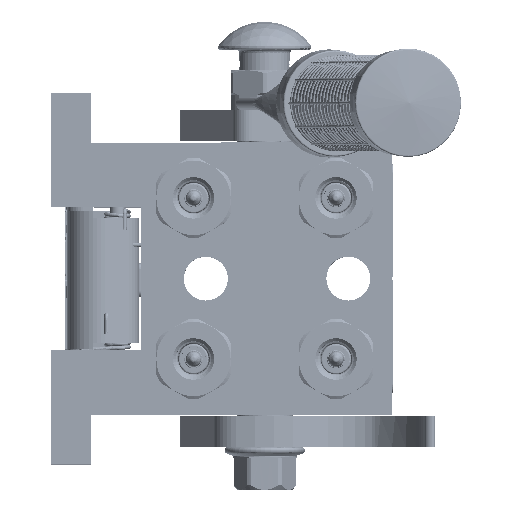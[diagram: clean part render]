
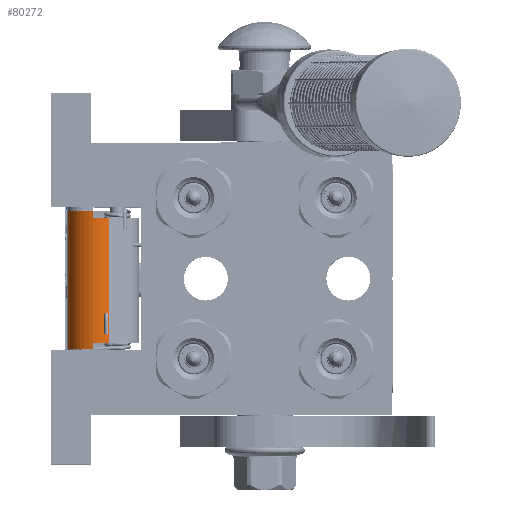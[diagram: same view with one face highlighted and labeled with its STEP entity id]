
A CAD part, top view. The second image highlights one B-rep face of the part: STEP entity #80272.
In plain terms, the highlighted cylindrical face has radius 9.5 mm (diameter 19 mm), a partial arc.
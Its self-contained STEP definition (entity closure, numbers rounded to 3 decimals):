
#1100 = ORIENTED_EDGE ( 'NONE', *, *, #156272, .T. ) ;
#3131 = AXIS2_PLACEMENT_3D ( 'NONE', #138010, #3259, #78247 ) ;
#3259 = DIRECTION ( 'NONE',  ( -1., 0., 0. ) ) ;
#11150 = AXIS2_PLACEMENT_3D ( 'NONE', #17507, #139658, #124406 ) ;
#12407 = AXIS2_PLACEMENT_3D ( 'NONE', #69767, #116199, #85037 ) ;
#17507 = CARTESIAN_POINT ( 'NONE',  ( -22.25, -1.5, -47.5 ) ) ;
#23734 = CARTESIAN_POINT ( 'NONE',  ( 20.25, 0., -56.881 ) ) ;
#25323 = DIRECTION ( 'NONE',  ( 1., 0., 0. ) ) ;
#26468 = VECTOR ( 'NONE', #176741, 1000. ) ;
#27913 = CIRCLE ( 'NONE', #11150, 9.5 ) ;
#28887 = EDGE_LOOP ( 'NONE', ( #148481, #60133, #155920, #1100, #158612, #55176, #54791, #89792 ) ) ;
#37780 = VERTEX_POINT ( 'NONE', #42209 ) ;
#39350 = VERTEX_POINT ( 'NONE', #123942 ) ;
#42209 = CARTESIAN_POINT ( 'NONE',  ( -20.25, 0., -56.881 ) ) ;
#47691 = VERTEX_POINT ( 'NONE', #165984 ) ;
#53445 = CARTESIAN_POINT ( 'NONE',  ( -22.25, 0., -56.881 ) ) ;
#54791 = ORIENTED_EDGE ( 'NONE', *, *, #166834, .F. ) ;
#55176 = ORIENTED_EDGE ( 'NONE', *, *, #176980, .F. ) ;
#56582 = AXIS2_PLACEMENT_3D ( 'NONE', #131026, #158328, #173614 ) ;
#57308 = LINE ( 'NONE', #70356, #188018 ) ;
#59700 = CARTESIAN_POINT ( 'NONE',  ( -22.25, 0., -56.881 ) ) ;
#60133 = ORIENTED_EDGE ( 'NONE', *, *, #84468, .T. ) ;
#61370 = CARTESIAN_POINT ( 'NONE',  ( 20.25, -5.154, -56.269 ) ) ;
#69767 = CARTESIAN_POINT ( 'NONE',  ( -20.25, -1.5, -47.5 ) ) ;
#70356 = CARTESIAN_POINT ( 'NONE',  ( -20.25, -5.154, -56.269 ) ) ;
#72516 = DIRECTION ( 'NONE',  ( 0., -0.385, -0.923 ) ) ;
#73895 = LINE ( 'NONE', #59700, #111966 ) ;
#75618 = DIRECTION ( 'NONE',  ( 1., 0., 0. ) ) ;
#76044 = EDGE_CURVE ( 'NONE', #192403, #37780, #73895, .T. ) ;
#77628 = VERTEX_POINT ( 'NONE', #61370 ) ;
#78247 = DIRECTION ( 'NONE',  ( 0., -1., 0. ) ) ;
#80272 = ADVANCED_FACE ( 'NONE', ( #185228 ), #180437, .T. ) ;
#84468 = EDGE_CURVE ( 'NONE', #190330, #37780, #124419, .T. ) ;
#85037 = DIRECTION ( 'NONE',  ( 0., -0.385, -0.923 ) ) ;
#88430 = LINE ( 'NONE', #115662, #124019 ) ;
#89792 = ORIENTED_EDGE ( 'NONE', *, *, #118713, .F. ) ;
#97583 = EDGE_CURVE ( 'NONE', #102861, #39350, #107307, .T. ) ;
#102861 = VERTEX_POINT ( 'NONE', #176608 ) ;
#103038 = CARTESIAN_POINT ( 'NONE',  ( 20.25, -1.5, -47.5 ) ) ;
#107307 = LINE ( 'NONE', #193326, #26468 ) ;
#108634 = CARTESIAN_POINT ( 'NONE',  ( -20.25, -5.154, -56.269 ) ) ;
#111966 = VECTOR ( 'NONE', #75618, 1000. ) ;
#115662 = CARTESIAN_POINT ( 'NONE',  ( 20.25, 0., -56.881 ) ) ;
#116199 = DIRECTION ( 'NONE',  ( 1., 0., 0. ) ) ;
#117443 = DIRECTION ( 'NONE',  ( 1., 0., 0. ) ) ;
#118713 = EDGE_CURVE ( 'NONE', #77628, #171292, #169748, .T. ) ;
#123942 = CARTESIAN_POINT ( 'NONE',  ( 22.25, 8., -47.5 ) ) ;
#124019 = VECTOR ( 'NONE', #25323, 1000. ) ;
#124406 = DIRECTION ( 'NONE',  ( 0., 0.158, -0.987 ) ) ;
#124419 = CIRCLE ( 'NONE', #12407, 9.5 ) ;
#131026 = CARTESIAN_POINT ( 'NONE',  ( 22.25, -1.5, -47.5 ) ) ;
#138010 = CARTESIAN_POINT ( 'NONE',  ( -22.25, -1.5, -47.5 ) ) ;
#139658 = DIRECTION ( 'NONE',  ( 1., 0., 0. ) ) ;
#140460 = CIRCLE ( 'NONE', #56582, 9.5 ) ;
#143315 = AXIS2_PLACEMENT_3D ( 'NONE', #103038, #191427, #72516 ) ;
#148481 = ORIENTED_EDGE ( 'NONE', *, *, #155392, .F. ) ;
#155392 = EDGE_CURVE ( 'NONE', #190330, #77628, #57308, .T. ) ;
#155920 = ORIENTED_EDGE ( 'NONE', *, *, #76044, .F. ) ;
#156272 = EDGE_CURVE ( 'NONE', #192403, #102861, #27913, .T. ) ;
#158328 = DIRECTION ( 'NONE',  ( 1., 0., 0. ) ) ;
#158612 = ORIENTED_EDGE ( 'NONE', *, *, #97583, .T. ) ;
#165984 = CARTESIAN_POINT ( 'NONE',  ( 22.25, 0., -56.881 ) ) ;
#166834 = EDGE_CURVE ( 'NONE', #171292, #47691, #88430, .T. ) ;
#169748 = CIRCLE ( 'NONE', #143315, 9.5 ) ;
#171292 = VERTEX_POINT ( 'NONE', #23734 ) ;
#173614 = DIRECTION ( 'NONE',  ( 0., 0.158, -0.987 ) ) ;
#176608 = CARTESIAN_POINT ( 'NONE',  ( -22.25, 8., -47.5 ) ) ;
#176741 = DIRECTION ( 'NONE',  ( 1., 0., 0. ) ) ;
#176980 = EDGE_CURVE ( 'NONE', #47691, #39350, #140460, .T. ) ;
#180437 = CYLINDRICAL_SURFACE ( 'NONE', #3131, 9.5 ) ;
#185228 = FACE_OUTER_BOUND ( 'NONE', #28887, .T. ) ;
#188018 = VECTOR ( 'NONE', #117443, 1000. ) ;
#190330 = VERTEX_POINT ( 'NONE', #108634 ) ;
#191427 = DIRECTION ( 'NONE',  ( 1., 0., 0. ) ) ;
#192403 = VERTEX_POINT ( 'NONE', #53445 ) ;
#193326 = CARTESIAN_POINT ( 'NONE',  ( -22.25, 8., -47.5 ) ) ;
